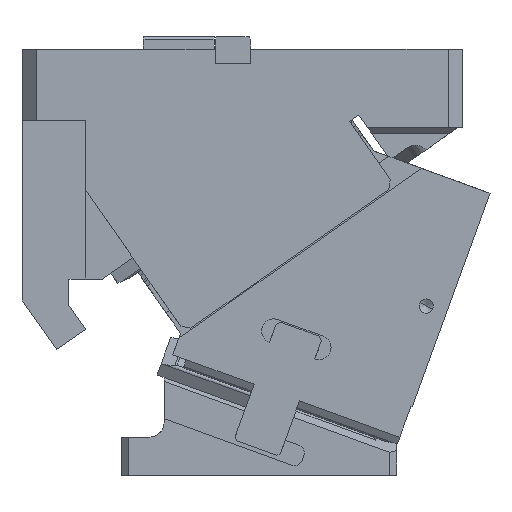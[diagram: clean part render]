
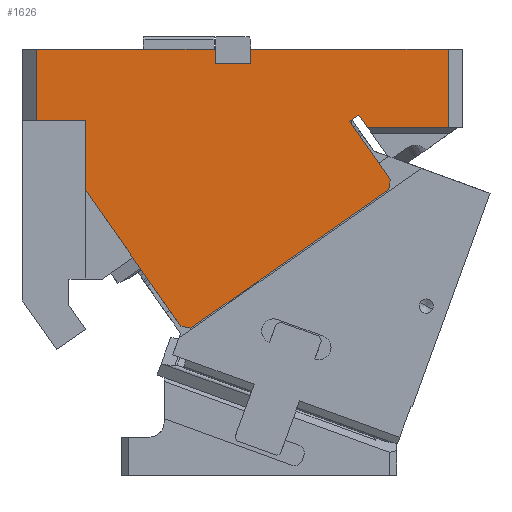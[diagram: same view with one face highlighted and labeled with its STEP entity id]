
A CAD part, front view. The second image highlights one B-rep face of the part: STEP entity #1626.
In plain terms, the highlighted planar face has unit normal (0, -1, 0).
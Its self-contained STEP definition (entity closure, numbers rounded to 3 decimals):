
#674=CARTESIAN_POINT('Vertex',(-265.,-75.,200.513)) ;
#677=CARTESIAN_POINT('Line Origine',(-265.,-75.,225.256)) ;
#681=CARTESIAN_POINT('Vertex',(-265.,-75.,250.)) ;
#745=CARTESIAN_POINT('Vertex',(-198.078,-75.,104.938)) ;
#748=CARTESIAN_POINT('Line Origine',(-231.539,-75.,152.725)) ;
#803=CARTESIAN_POINT('Vertex',(-79.325,-75.,249.161)) ;
#806=CARTESIAN_POINT('Line Origine',(-64.977,-75.,228.672)) ;
#810=CARTESIAN_POINT('Vertex',(-50.63,-75.,208.182)) ;
#908=CARTESIAN_POINT('Vertex',(-78.505,-75.,249.735)) ;
#911=CARTESIAN_POINT('Line Origine',(-78.915,-75.,249.448)) ;
#938=CARTESIAN_POINT('Vertex',(-78.49,-75.,249.713)) ;
#941=CARTESIAN_POINT('Line Origine',(-78.498,-75.,249.724)) ;
#1394=CARTESIAN_POINT('Line Origine',(-282.5,-75.,250.)) ;
#1398=CARTESIAN_POINT('Vertex',(-300.,-75.,250.)) ;
#1513=CARTESIAN_POINT('Axis2P3D Location',(-310.,-75.,250.)) ;
#1518=CARTESIAN_POINT('Line Origine',(-237.,-75.,300.)) ;
#1522=CARTESIAN_POINT('Vertex',(-174.,-75.,300.)) ;
#1524=CARTESIAN_POINT('Vertex',(-300.,-75.,300.)) ;
#1527=CARTESIAN_POINT('Line Origine',(-300.,-75.,275.)) ;
#1532=CARTESIAN_POINT('Line Origine',(-194.596,-75.,104.324)) ;
#1536=CARTESIAN_POINT('Vertex',(-191.114,-75.,103.71)) ;
#1539=CARTESIAN_POINT('Line Origine',(-121.486,-75.,152.464)) ;
#1543=CARTESIAN_POINT('Vertex',(-51.858,-75.,201.218)) ;
#1546=CARTESIAN_POINT('Line Origine',(-51.244,-75.,204.7)) ;
#1551=CARTESIAN_POINT('Line Origine',(-75.623,-75.,251.72)) ;
#1555=CARTESIAN_POINT('Vertex',(-72.756,-75.,253.728)) ;
#1558=CARTESIAN_POINT('Line Origine',(-69.7,-75.,249.364)) ;
#1562=CARTESIAN_POINT('Vertex',(-66.645,-75.,245.)) ;
#1565=CARTESIAN_POINT('Line Origine',(-38.322,-75.,245.)) ;
#1569=CARTESIAN_POINT('Vertex',(-10.,-75.,245.)) ;
#1572=CARTESIAN_POINT('Line Origine',(-10.,-75.,272.5)) ;
#1576=CARTESIAN_POINT('Vertex',(-10.,-75.,300.)) ;
#1579=CARTESIAN_POINT('Line Origine',(-79.5,-75.,300.)) ;
#1583=CARTESIAN_POINT('Vertex',(-149.,-75.,300.)) ;
#1586=CARTESIAN_POINT('Line Origine',(-149.,-75.,295.)) ;
#1590=CARTESIAN_POINT('Vertex',(-149.,-75.,290.)) ;
#1593=CARTESIAN_POINT('Line Origine',(-161.5,-75.,290.)) ;
#1597=CARTESIAN_POINT('Vertex',(-174.,-75.,290.)) ;
#1600=CARTESIAN_POINT('Line Origine',(-174.,-75.,295.)) ;
#678=DIRECTION('Vector Direction',(0.,0.,-1.)) ;
#749=DIRECTION('Vector Direction',(-0.574,0.,0.819)) ;
#807=DIRECTION('Vector Direction',(-0.574,0.,0.819)) ;
#912=DIRECTION('Vector Direction',(0.819,0.,0.574)) ;
#942=DIRECTION('Vector Direction',(-0.574,0.,0.819)) ;
#1395=DIRECTION('Vector Direction',(1.,0.,0.)) ;
#1514=DIRECTION('Axis2P3D Direction',(0.,1.,0.)) ;
#1515=DIRECTION('Axis2P3D XDirection',(-1.,0.,0.)) ;
#1519=DIRECTION('Vector Direction',(-1.,0.,0.)) ;
#1528=DIRECTION('Vector Direction',(0.,0.,-1.)) ;
#1533=DIRECTION('Vector Direction',(0.985,0.,-0.174)) ;
#1540=DIRECTION('Vector Direction',(0.819,0.,0.574)) ;
#1547=DIRECTION('Vector Direction',(0.174,0.,0.985)) ;
#1552=DIRECTION('Vector Direction',(0.819,0.,0.574)) ;
#1559=DIRECTION('Vector Direction',(0.574,0.,-0.819)) ;
#1566=DIRECTION('Vector Direction',(1.,0.,0.)) ;
#1573=DIRECTION('Vector Direction',(0.,0.,1.)) ;
#1580=DIRECTION('Vector Direction',(-1.,0.,0.)) ;
#1587=DIRECTION('Vector Direction',(0.,0.,1.)) ;
#1594=DIRECTION('Vector Direction',(1.,0.,0.)) ;
#1601=DIRECTION('Vector Direction',(0.,0.,1.)) ;
#1516=AXIS2_PLACEMENT_3D('Plane Axis2P3D',#1513,#1514,#1515) ;
#1606=ORIENTED_EDGE('',*,*,#1526,.T.) ;
#1607=ORIENTED_EDGE('',*,*,#1531,.T.) ;
#1608=ORIENTED_EDGE('',*,*,#1400,.T.) ;
#1609=ORIENTED_EDGE('',*,*,#683,.T.) ;
#1610=ORIENTED_EDGE('',*,*,#752,.F.) ;
#1611=ORIENTED_EDGE('',*,*,#1538,.T.) ;
#1612=ORIENTED_EDGE('',*,*,#1545,.T.) ;
#1613=ORIENTED_EDGE('',*,*,#1550,.T.) ;
#1614=ORIENTED_EDGE('',*,*,#812,.F.) ;
#1615=ORIENTED_EDGE('',*,*,#915,.T.) ;
#1616=ORIENTED_EDGE('',*,*,#945,.F.) ;
#1617=ORIENTED_EDGE('',*,*,#1557,.T.) ;
#1618=ORIENTED_EDGE('',*,*,#1564,.T.) ;
#1619=ORIENTED_EDGE('',*,*,#1571,.T.) ;
#1620=ORIENTED_EDGE('',*,*,#1578,.T.) ;
#1621=ORIENTED_EDGE('',*,*,#1585,.T.) ;
#1622=ORIENTED_EDGE('',*,*,#1592,.F.) ;
#1623=ORIENTED_EDGE('',*,*,#1599,.F.) ;
#1624=ORIENTED_EDGE('',*,*,#1604,.T.) ;
#679=VECTOR('Line Direction',#678,1.) ;
#750=VECTOR('Line Direction',#749,1.) ;
#808=VECTOR('Line Direction',#807,1.) ;
#913=VECTOR('Line Direction',#912,1.) ;
#943=VECTOR('Line Direction',#942,1.) ;
#1396=VECTOR('Line Direction',#1395,1.) ;
#1520=VECTOR('Line Direction',#1519,1.) ;
#1529=VECTOR('Line Direction',#1528,1.) ;
#1534=VECTOR('Line Direction',#1533,1.) ;
#1541=VECTOR('Line Direction',#1540,1.) ;
#1548=VECTOR('Line Direction',#1547,1.) ;
#1553=VECTOR('Line Direction',#1552,1.) ;
#1560=VECTOR('Line Direction',#1559,1.) ;
#1567=VECTOR('Line Direction',#1566,1.) ;
#1574=VECTOR('Line Direction',#1573,1.) ;
#1581=VECTOR('Line Direction',#1580,1.) ;
#1588=VECTOR('Line Direction',#1587,1.) ;
#1595=VECTOR('Line Direction',#1594,1.) ;
#1602=VECTOR('Line Direction',#1601,1.) ;
#1626=ADVANCED_FACE('CAM HOLDER',(#1625),#1517,.F.) ;
#683=EDGE_CURVE('',#682,#675,#680,.T.) ;
#752=EDGE_CURVE('',#746,#675,#751,.T.) ;
#812=EDGE_CURVE('',#804,#811,#809,.F.) ;
#915=EDGE_CURVE('',#804,#909,#914,.T.) ;
#945=EDGE_CURVE('',#939,#909,#944,.T.) ;
#1400=EDGE_CURVE('',#1399,#682,#1397,.T.) ;
#1526=EDGE_CURVE('',#1523,#1525,#1521,.T.) ;
#1531=EDGE_CURVE('',#1525,#1399,#1530,.T.) ;
#1538=EDGE_CURVE('',#746,#1537,#1535,.T.) ;
#1545=EDGE_CURVE('',#1537,#1544,#1542,.T.) ;
#1550=EDGE_CURVE('',#1544,#811,#1549,.T.) ;
#1557=EDGE_CURVE('',#939,#1556,#1554,.T.) ;
#1564=EDGE_CURVE('',#1556,#1563,#1561,.T.) ;
#1571=EDGE_CURVE('',#1563,#1570,#1568,.T.) ;
#1578=EDGE_CURVE('',#1570,#1577,#1575,.T.) ;
#1585=EDGE_CURVE('',#1577,#1584,#1582,.T.) ;
#1592=EDGE_CURVE('',#1591,#1584,#1589,.T.) ;
#1599=EDGE_CURVE('',#1598,#1591,#1596,.T.) ;
#1604=EDGE_CURVE('',#1598,#1523,#1603,.T.) ;
#1605=EDGE_LOOP('',(#1606,#1607,#1608,#1609,#1610,#1611,#1612,#1613,#1614,#1615,#1616,#1617,#1618,#1619,#1620,#1621,#1622,#1623,#1624)) ;
#1625=FACE_OUTER_BOUND('',#1605,.T.) ;
#680=LINE('Line',#677,#679) ;
#751=LINE('Line',#748,#750) ;
#809=LINE('Line',#806,#808) ;
#914=LINE('Line',#911,#913) ;
#944=LINE('Line',#941,#943) ;
#1397=LINE('Line',#1394,#1396) ;
#1521=LINE('Line',#1518,#1520) ;
#1530=LINE('Line',#1527,#1529) ;
#1535=LINE('Line',#1532,#1534) ;
#1542=LINE('Line',#1539,#1541) ;
#1549=LINE('Line',#1546,#1548) ;
#1554=LINE('Line',#1551,#1553) ;
#1561=LINE('Line',#1558,#1560) ;
#1568=LINE('Line',#1565,#1567) ;
#1575=LINE('Line',#1572,#1574) ;
#1582=LINE('Line',#1579,#1581) ;
#1589=LINE('Line',#1586,#1588) ;
#1596=LINE('Line',#1593,#1595) ;
#1603=LINE('Line',#1600,#1602) ;
#1517=PLANE('Plane',#1516) ;
#675=VERTEX_POINT('',#674) ;
#682=VERTEX_POINT('',#681) ;
#746=VERTEX_POINT('',#745) ;
#804=VERTEX_POINT('',#803) ;
#811=VERTEX_POINT('',#810) ;
#909=VERTEX_POINT('',#908) ;
#939=VERTEX_POINT('',#938) ;
#1399=VERTEX_POINT('',#1398) ;
#1523=VERTEX_POINT('',#1522) ;
#1525=VERTEX_POINT('',#1524) ;
#1537=VERTEX_POINT('',#1536) ;
#1544=VERTEX_POINT('',#1543) ;
#1556=VERTEX_POINT('',#1555) ;
#1563=VERTEX_POINT('',#1562) ;
#1570=VERTEX_POINT('',#1569) ;
#1577=VERTEX_POINT('',#1576) ;
#1584=VERTEX_POINT('',#1583) ;
#1591=VERTEX_POINT('',#1590) ;
#1598=VERTEX_POINT('',#1597) ;
